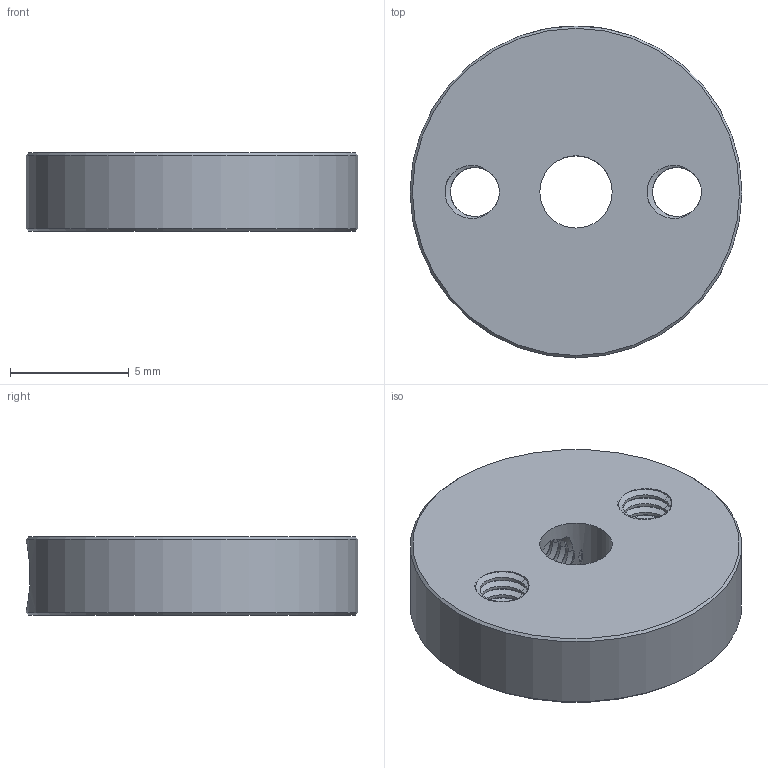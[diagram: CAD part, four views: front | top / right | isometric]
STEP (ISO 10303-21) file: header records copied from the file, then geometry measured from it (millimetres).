
FILE_DESCRIPTION(('FreeCAD Model'),'2;1');
FILE_NAME('Open CASCADE Shape Model','2023-02-15T20:52:31',(''),(''), 'Open CASCADE STEP processor 7.6','FreeCAD','Unknown');
FILE_SCHEMA(('AUTOMOTIVE_DESIGN { 1 0 10303 214 1 1 1 1 }'));
Length unit declared in the file: millimetre
Products named in the file (1): Body
Bounding box: 14 x 14 x 3.3 mm (x, y, z)
Volume: 432 mm3; surface area: 570.6 mm2
Topology: 1 solids, 1 shells, 131 faces, 307 edges, 179 vertices
Faces by surface type: bspline 93, cylinder 32, cone 4, plane 2
Full cylindrical faces by diameter (mm): 2.07 x21, 2.7 x2, 3.05 x1, 14 x1
Entity records: 26313 total; most frequent: CARTESIAN_POINT 21220, ORIENTED_EDGE 614, PCURVE 614, DEFINITIONAL_REPRESENTATION 614, DIRECTION 513, B_SPLINE_CURVE_WITH_KNOTS 500, LINE 395, VECTOR 395
